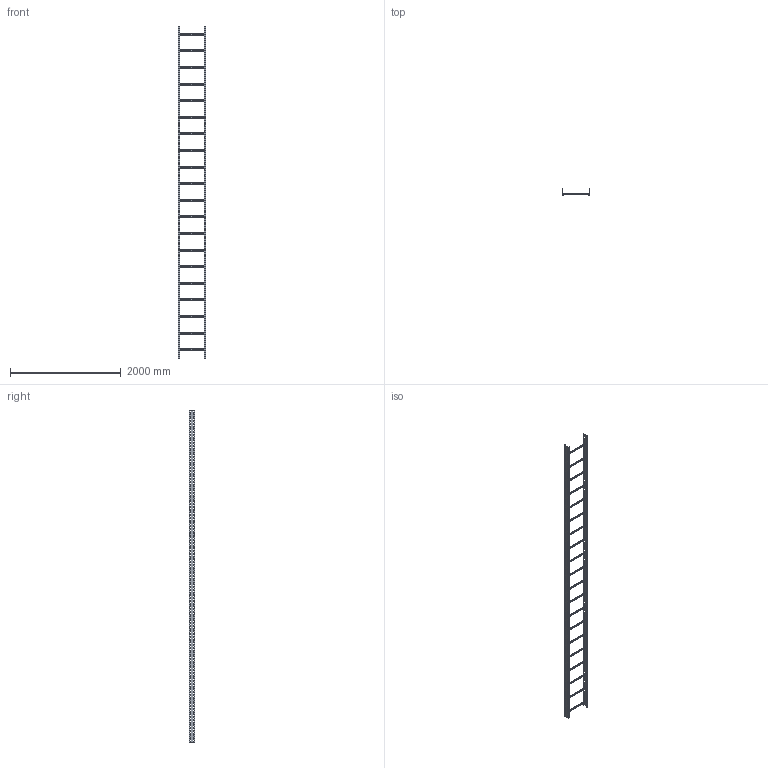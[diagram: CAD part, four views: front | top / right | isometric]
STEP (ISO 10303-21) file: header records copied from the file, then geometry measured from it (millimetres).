
FILE_DESCRIPTION((''),'2;1');
FILE_NAME('498850_PRT','2018-10-27T19:26:45',('tomasz.grudniewski'),(''),'CREO PARAMETRIC BY PTC INC, 2018260','CREO PARAMETRIC BY PTC INC, 2018260','');
FILE_SCHEMA(('CONFIG_CONTROL_DESIGN'));
Products named in the file (1): 498850_PRT
Bounding box: 500 x 100 x 6000 mm (x, y, z)
Volume: 4214550.7 mm3; surface area: 4347686.7 mm2
Topology: 1 solids, 1 shells, 2436 faces, 7416 edges, 4784 vertices
Faces by surface type: plane 2264, cylinder 172
Entity records: 83278 total; most frequent: ORIENTED_EDGE 14832, CARTESIAN_POINT 14636, DIRECTION 12632, EDGE_CURVE 7416, VECTOR 7072, LINE 7072, VERTEX_POINT 4784, EDGE_LOOP 3396
